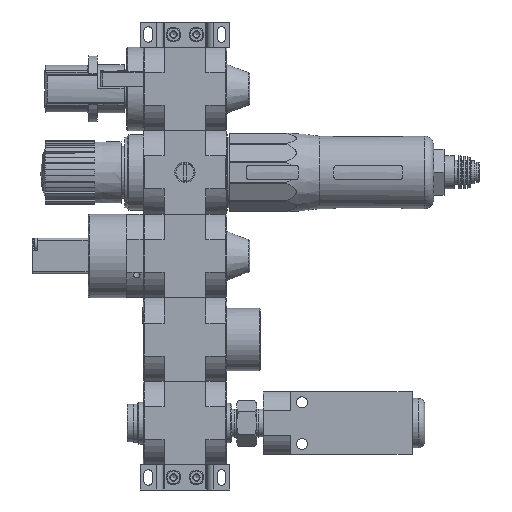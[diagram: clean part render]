
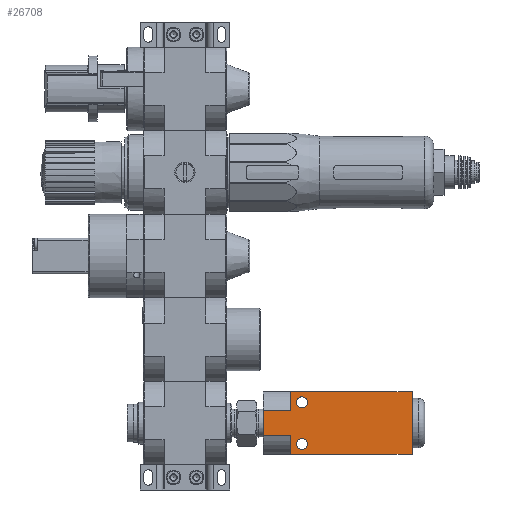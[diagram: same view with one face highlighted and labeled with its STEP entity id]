
A CAD part, left-side view. The second image highlights one B-rep face of the part: STEP entity #26708.
In plain terms, the highlighted planar face has unit normal (-1, 0, 0).
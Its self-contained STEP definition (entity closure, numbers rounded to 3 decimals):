
#2594=CIRCLE('',#38798,2.65);
#2595=CIRCLE('',#38799,2.65);
#9119=ORIENTED_EDGE('',*,*,#13350,.T.);
#9120=ORIENTED_EDGE('',*,*,#13351,.T.);
#9121=ORIENTED_EDGE('',*,*,#13352,.T.);
#9122=ORIENTED_EDGE('',*,*,#13353,.T.);
#9123=ORIENTED_EDGE('',*,*,#13354,.F.);
#9124=ORIENTED_EDGE('',*,*,#13091,.F.);
#9125=ORIENTED_EDGE('',*,*,#13355,.T.);
#9126=ORIENTED_EDGE('',*,*,#13356,.T.);
#9127=ORIENTED_EDGE('',*,*,#13357,.F.);
#9128=ORIENTED_EDGE('',*,*,#13348,.T.);
#13091=EDGE_CURVE('',#15836,#15830,#17713,.T.);
#13348=EDGE_CURVE('',#16047,#16046,#17939,.T.);
#13350=EDGE_CURVE('',#16048,#16048,#2594,.T.);
#13351=EDGE_CURVE('',#16049,#16049,#2595,.T.);
#13352=EDGE_CURVE('',#16046,#16050,#17941,.T.);
#13353=EDGE_CURVE('',#16050,#16051,#17942,.T.);
#13354=EDGE_CURVE('',#15830,#16051,#17943,.T.);
#13355=EDGE_CURVE('',#15836,#16052,#17944,.T.);
#13356=EDGE_CURVE('',#16052,#16053,#17945,.T.);
#13357=EDGE_CURVE('',#16047,#16053,#17946,.T.);
#15830=VERTEX_POINT('',#54965);
#15836=VERTEX_POINT('',#54977);
#16046=VERTEX_POINT('',#55511);
#16047=VERTEX_POINT('',#55513);
#16048=VERTEX_POINT('',#55517);
#16049=VERTEX_POINT('',#55519);
#16050=VERTEX_POINT('',#55521);
#16051=VERTEX_POINT('',#55523);
#16052=VERTEX_POINT('',#55526);
#16053=VERTEX_POINT('',#55528);
#17713=LINE('',#54978,#19630);
#17939=LINE('',#55512,#19856);
#17941=LINE('',#55520,#19858);
#17942=LINE('',#55522,#19859);
#17943=LINE('',#55524,#19860);
#17944=LINE('',#55525,#19861);
#17945=LINE('',#55527,#19862);
#17946=LINE('',#55529,#19863);
#19630=VECTOR('',#45930,1000.);
#19856=VECTOR('',#46320,1000.);
#19858=VECTOR('',#46328,1000.);
#19859=VECTOR('',#46329,1000.);
#19860=VECTOR('',#46330,1000.);
#19861=VECTOR('',#46331,1000.);
#19862=VECTOR('',#46332,1000.);
#19863=VECTOR('',#46333,1000.);
#21991=EDGE_LOOP('',(#9119));
#21992=EDGE_LOOP('',(#9120));
#21993=EDGE_LOOP('',(#9121,#9122,#9123,#9124,#9125,#9126,#9127,#9128));
#24157=FACE_BOUND('',#21991,.T.);
#24158=FACE_BOUND('',#21992,.T.);
#24159=FACE_BOUND('',#21993,.T.);
#25154=PLANE('',#38797);
#26708=ADVANCED_FACE('',(#24157,#24158,#24159),#25154,.F.);
#38797=AXIS2_PLACEMENT_3D('',#55515,#46322,#46323);
#38798=AXIS2_PLACEMENT_3D('',#55516,#46324,#46325);
#38799=AXIS2_PLACEMENT_3D('',#55518,#46326,#46327);
#45930=DIRECTION('',(0.,0.,-1.));
#46320=DIRECTION('',(0.,0.,-1.));
#46322=DIRECTION('',(1.,0.,0.));
#46323=DIRECTION('',(0.,0.,-1.));
#46324=DIRECTION('',(1.,0.,0.));
#46325=DIRECTION('',(0.,0.,-1.));
#46326=DIRECTION('',(1.,0.,0.));
#46327=DIRECTION('',(0.,0.,-1.));
#46328=DIRECTION('',(0.,-1.,0.));
#46329=DIRECTION('',(0.,0.,1.));
#46330=DIRECTION('',(0.,1.,0.));
#46331=DIRECTION('',(0.,1.,0.));
#46332=DIRECTION('',(0.,0.,1.));
#46333=DIRECTION('',(0.,-1.,0.));
#54965=CARTESIAN_POINT('',(0.,0.,-6.));
#54977=CARTESIAN_POINT('',(0.,0.,6.));
#54978=CARTESIAN_POINT('',(0.,0.,15.));
#55511=CARTESIAN_POINT('',(0.,71.2,-15.));
#55512=CARTESIAN_POINT('',(0.,71.2,15.));
#55513=CARTESIAN_POINT('',(0.,71.2,15.));
#55515=CARTESIAN_POINT('',(0.,71.2,15.));
#55516=CARTESIAN_POINT('',(0.,18.5,-10.));
#55517=CARTESIAN_POINT('',(0.,18.5,-12.65));
#55518=CARTESIAN_POINT('',(0.,18.5,10.));
#55519=CARTESIAN_POINT('',(0.,18.5,7.35));
#55520=CARTESIAN_POINT('',(0.,71.2,-15.));
#55521=CARTESIAN_POINT('',(0.,13.1,-15.));
#55522=CARTESIAN_POINT('',(0.,13.1,15.));
#55523=CARTESIAN_POINT('',(0.,13.1,-6.));
#55524=CARTESIAN_POINT('',(0.,-1.9,-6.));
#55525=CARTESIAN_POINT('',(0.,-1.9,6.));
#55526=CARTESIAN_POINT('',(0.,13.1,6.));
#55527=CARTESIAN_POINT('',(0.,13.1,15.));
#55528=CARTESIAN_POINT('',(0.,13.1,15.));
#55529=CARTESIAN_POINT('',(0.,71.2,15.));
